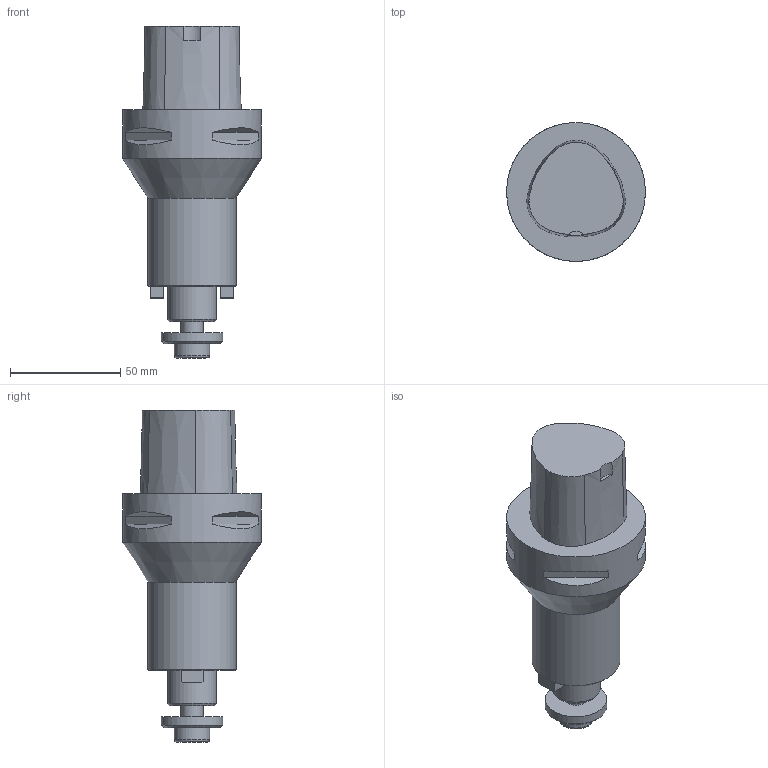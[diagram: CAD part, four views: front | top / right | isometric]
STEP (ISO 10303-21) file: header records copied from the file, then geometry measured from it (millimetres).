
FILE_DESCRIPTION(/* description */ (''),/* implementation_level */ '2;1');
FILE_NAME(/* name */ '1520935187115.stp',/* time_stamp */ '2018-03-13T10:59:52+01:00',/* author */ (''),/* organization */ ('SMS'),/* preprocessor_version */ 'ST-DEVELOPER v15',/* originating_system */ 'SIEMENS PLM Software NX 8.5',/* authorisation */ '');
FILE_SCHEMA (('AUTOMOTIVE_DESIGN { 1 0 10303 214 3 1 1 1 }'));
Length unit declared in the file: millimetre
Products named in the file (1): 201523714mod000_00
Bounding box: 63 x 63 x 150.5 mm (x, y, z)
Volume: 221566 mm3; surface area: 25860.3 mm2
Topology: 1 solids, 1 shells, 52 faces, 121 edges, 83 vertices
Faces by surface type: plane 34, cone 10, cylinder 7, torus 1
Full cylindrical faces by diameter (mm): 10 x1, 16 x1, 22 x1, 28 x1, 40 x1, 63 x1
Entity records: 1465 total; most frequent: CARTESIAN_POINT 257, DIRECTION 252, ORIENTED_EDGE 210, EDGE_CURVE 105, AXIS2_PLACEMENT_3D 97, VERTEX_POINT 75, EDGE_LOOP 72, LINE 58
